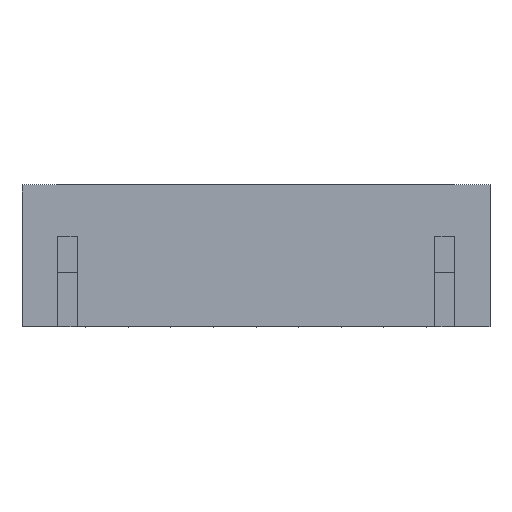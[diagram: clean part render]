
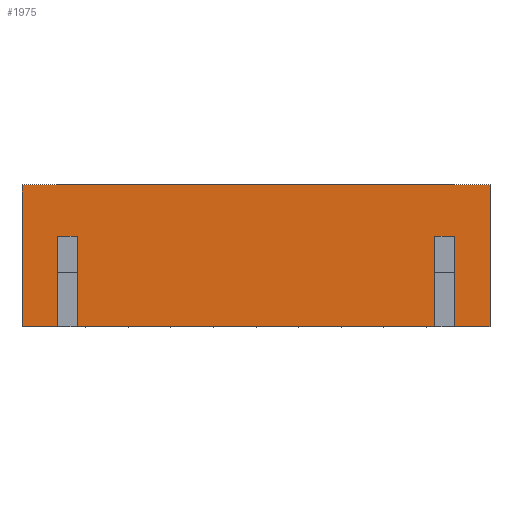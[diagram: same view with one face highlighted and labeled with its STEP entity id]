
A CAD part, top view. The second image highlights one B-rep face of the part: STEP entity #1975.
In plain terms, the highlighted planar face has unit normal (0, 0, 1).
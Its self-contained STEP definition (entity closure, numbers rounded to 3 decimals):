
#22 = CARTESIAN_POINT ( 'NONE',  ( 6.3, 3.2, 0. ) ) ;
#23 = DIRECTION ( 'NONE',  ( 0., 1., 0. ) ) ;
#24 = VECTOR ( 'NONE', #23, 1000. ) ;
#25 = CARTESIAN_POINT ( 'NONE',  ( 6.3, 3.2, 0. ) ) ;
#26 = LINE ( 'NONE', #25, #24 ) ;
#27 = CARTESIAN_POINT ( 'NONE',  ( 6.3, 0., 0. ) ) ;
#28 = DIRECTION ( 'NONE',  ( -1., 0., 0. ) ) ;
#29 = VECTOR ( 'NONE', #28, 1000. ) ;
#30 = CARTESIAN_POINT ( 'NONE',  ( 8.25, 0., 0. ) ) ;
#31 = LINE ( 'NONE', #30, #29 ) ;
#32 = DIRECTION ( 'NONE',  ( 0., -1., 0. ) ) ;
#33 = VECTOR ( 'NONE', #32, 1000. ) ;
#34 = CARTESIAN_POINT ( 'NONE',  ( -6.3, 3.2, 0. ) ) ;
#35 = LINE ( 'NONE', #34, #33 ) ;
#45 = CARTESIAN_POINT ( 'NONE',  ( -7., 3.2, 0. ) ) ;
#46 = DIRECTION ( 'NONE',  ( 0., 1., 0. ) ) ;
#47 = VECTOR ( 'NONE', #46, 1000. ) ;
#48 = CARTESIAN_POINT ( 'NONE',  ( -7., 3.2, 0. ) ) ;
#49 = LINE ( 'NONE', #48, #47 ) ;
#101 = CARTESIAN_POINT ( 'NONE',  ( -8.25, 0., 0. ) ) ;
#102 = CARTESIAN_POINT ( 'NONE',  ( -7., 0., 0. ) ) ;
#103 = DIRECTION ( 'NONE',  ( -1., 0., 0. ) ) ;
#104 = VECTOR ( 'NONE', #103, 1000. ) ;
#105 = CARTESIAN_POINT ( 'NONE',  ( 8.25, 0., 0. ) ) ;
#106 = LINE ( 'NONE', #105, #104 ) ;
#107 = DIRECTION ( 'NONE',  ( -1., 0., 0. ) ) ;
#108 = DIRECTION ( 'NONE',  ( 0., 0., -1. ) ) ;
#109 = CARTESIAN_POINT ( 'NONE',  ( 8.25, 0., 0. ) ) ;
#110 = AXIS2_PLACEMENT_3D ( 'NONE', #109, #108, #107 ) ;
#111 = PLANE ( 'NONE',  #110 ) ;
#126 = FACE_OUTER_BOUND ( 'NONE', #1976, .T. ) ;
#521 = CARTESIAN_POINT ( 'NONE',  ( -6.3, 3.2, 0. ) ) ;
#522 = DIRECTION ( 'NONE',  ( 1., 0., 0. ) ) ;
#523 = VECTOR ( 'NONE', #522, 1000. ) ;
#524 = CARTESIAN_POINT ( 'NONE',  ( -7., 3.2, 0. ) ) ;
#525 = LINE ( 'NONE', #524, #523 ) ;
#568 = CARTESIAN_POINT ( 'NONE',  ( -6.3, 0., 0. ) ) ;
#798 = DIRECTION ( 'NONE',  ( 0., -1., 0. ) ) ;
#799 = VECTOR ( 'NONE', #798, 1000. ) ;
#800 = CARTESIAN_POINT ( 'NONE',  ( -8.25, 0., 0. ) ) ;
#801 = LINE ( 'NONE', #800, #799 ) ;
#802 = CARTESIAN_POINT ( 'NONE',  ( -8.25, 5., 0. ) ) ;
#803 = DIRECTION ( 'NONE',  ( -1., 0., 0. ) ) ;
#804 = VECTOR ( 'NONE', #803, 1000. ) ;
#805 = CARTESIAN_POINT ( 'NONE',  ( 8.25, 5., 0. ) ) ;
#806 = LINE ( 'NONE', #805, #804 ) ;
#827 = DIRECTION ( 'NONE',  ( -1., 0., 0. ) ) ;
#828 = VECTOR ( 'NONE', #827, 1000. ) ;
#829 = CARTESIAN_POINT ( 'NONE',  ( 8.25, 0., 0. ) ) ;
#830 = LINE ( 'NONE', #829, #828 ) ;
#832 = CARTESIAN_POINT ( 'NONE',  ( 8.25, 5., 0. ) ) ;
#847 = DIRECTION ( 'NONE',  ( 0., -1., 0. ) ) ;
#848 = VECTOR ( 'NONE', #847, 1000. ) ;
#849 = CARTESIAN_POINT ( 'NONE',  ( 8.25, 0., 0. ) ) ;
#850 = LINE ( 'NONE', #849, #848 ) ;
#1027 = CARTESIAN_POINT ( 'NONE',  ( 8.25, 0., 0. ) ) ;
#1054 = CARTESIAN_POINT ( 'NONE',  ( 7., 0., 0. ) ) ;
#1055 = DIRECTION ( 'NONE',  ( 0., -1., 0. ) ) ;
#1056 = VECTOR ( 'NONE', #1055, 1000. ) ;
#1057 = CARTESIAN_POINT ( 'NONE',  ( 7., 3.2, 0. ) ) ;
#1058 = LINE ( 'NONE', #1057, #1056 ) ;
#1061 = CARTESIAN_POINT ( 'NONE',  ( 7., 3.2, 0. ) ) ;
#1062 = DIRECTION ( 'NONE',  ( 1., 0., 0. ) ) ;
#1063 = VECTOR ( 'NONE', #1062, 1000. ) ;
#1064 = CARTESIAN_POINT ( 'NONE',  ( 7., 3.2, 0. ) ) ;
#1065 = LINE ( 'NONE', #1064, #1063 ) ;
#1975 = ADVANCED_FACE ( 'NONE', ( #126 ), #111, .F. ) ;
#1976 = EDGE_LOOP ( 'NONE', ( #1977, #2019, #2022, #2029, #2031, #2034, #2420, #2398, #2423, #2296, #2297, #2300 ) ) ;
#1977 = ORIENTED_EDGE ( 'NONE', *, *, #1978, .F. ) ;
#1978 = EDGE_CURVE ( 'NONE', #1979, #1980, #106, .T. ) ;
#1979 = VERTEX_POINT ( 'NONE', #102 ) ;
#1980 = VERTEX_POINT ( 'NONE', #101 ) ;
#2019 = ORIENTED_EDGE ( 'NONE', *, *, #2020, .T. ) ;
#2020 = EDGE_CURVE ( 'NONE', #1979, #2021, #49, .T. ) ;
#2021 = VERTEX_POINT ( 'NONE', #45 ) ;
#2022 = ORIENTED_EDGE ( 'NONE', *, *, #2146, .T. ) ;
#2029 = ORIENTED_EDGE ( 'NONE', *, *, #2030, .T. ) ;
#2030 = EDGE_CURVE ( 'NONE', #2147, #2148, #35, .T. ) ;
#2031 = ORIENTED_EDGE ( 'NONE', *, *, #2032, .F. ) ;
#2032 = EDGE_CURVE ( 'NONE', #2033, #2148, #31, .T. ) ;
#2033 = VERTEX_POINT ( 'NONE', #27 ) ;
#2034 = ORIENTED_EDGE ( 'NONE', *, *, #2035, .T. ) ;
#2035 = EDGE_CURVE ( 'NONE', #2033, #2036, #26, .T. ) ;
#2036 = VERTEX_POINT ( 'NONE', #22 ) ;
#2146 = EDGE_CURVE ( 'NONE', #2021, #2147, #525, .T. ) ;
#2147 = VERTEX_POINT ( 'NONE', #521 ) ;
#2148 = VERTEX_POINT ( 'NONE', #568 ) ;
#2256 = EDGE_CURVE ( 'NONE', #2268, #2382, #850, .T. ) ;
#2268 = VERTEX_POINT ( 'NONE', #832 ) ;
#2295 = EDGE_CURVE ( 'NONE', #2382, #2400, #830, .T. ) ;
#2296 = ORIENTED_EDGE ( 'NONE', *, *, #2256, .F. ) ;
#2297 = ORIENTED_EDGE ( 'NONE', *, *, #2298, .T. ) ;
#2298 = EDGE_CURVE ( 'NONE', #2268, #2299, #806, .T. ) ;
#2299 = VERTEX_POINT ( 'NONE', #802 ) ;
#2300 = ORIENTED_EDGE ( 'NONE', *, *, #2301, .T. ) ;
#2301 = EDGE_CURVE ( 'NONE', #2299, #1980, #801, .T. ) ;
#2382 = VERTEX_POINT ( 'NONE', #1027 ) ;
#2398 = ORIENTED_EDGE ( 'NONE', *, *, #2399, .T. ) ;
#2399 = EDGE_CURVE ( 'NONE', #2422, #2400, #1058, .T. ) ;
#2400 = VERTEX_POINT ( 'NONE', #1054 ) ;
#2420 = ORIENTED_EDGE ( 'NONE', *, *, #2421, .T. ) ;
#2421 = EDGE_CURVE ( 'NONE', #2036, #2422, #1065, .T. ) ;
#2422 = VERTEX_POINT ( 'NONE', #1061 ) ;
#2423 = ORIENTED_EDGE ( 'NONE', *, *, #2295, .F. ) ;
